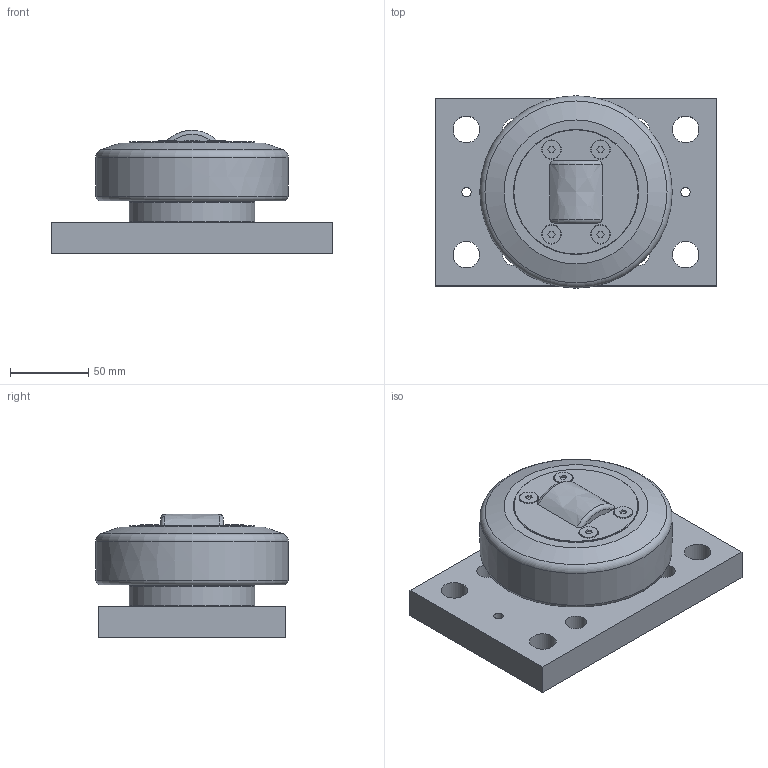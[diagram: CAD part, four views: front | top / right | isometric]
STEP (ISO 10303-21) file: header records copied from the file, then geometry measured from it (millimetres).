
FILE_DESCRIPTION(/* description */ ('-','CAx-IF Rec.Pracs.---Representation and Presentation of Product Manufacturing Information (PMI)---4.0---2014-10-13'),/* implementation_level */ '2;1');
FILE_NAME(/* name */ '244351d6-f2fe-4fde-b7d6-89e96bfe963d.stp',/* time_stamp */ '2020-04-01T16:38:40+02:00',/* author */ ('-'),/* organization */ ('NTI CADcenter A/S'),/* preprocessor_version */ 'ST-DEVELOPER v18',/* originating_system */ 'Autodesk Inventor 2020',/* authorisation */ '-');
FILE_SCHEMA (('AP242_MANAGED_MODEL_BASED_3D_ENGINEERING_MIM_LF { 1 0 10303 442 1 1 4 }'));
Length unit declared in the file: millimetre
Products named in the file (1): TR 120.0350 BR1100_Kontur
Bounding box: 180 x 122.99 x 79 mm (x, y, z)
Volume: 902955.6 mm3; surface area: 90495.4 mm2
Topology: 1 solids, 1 shells, 79 faces, 208 edges, 144 vertices
Faces by surface type: plane 46, cylinder 19, cone 8, torus 4, bspline 2
Full cylindrical faces by diameter (mm): 6 x2, 11.7 x4, 13.835 x4, 17 x4, 80 x3
Entity records: 2640 total; most frequent: CARTESIAN_POINT 518, DIRECTION 441, ORIENTED_EDGE 416, EDGE_CURVE 208, AXIS2_PLACEMENT_3D 161, VERTEX_POINT 144, LINE 119, VECTOR 119
